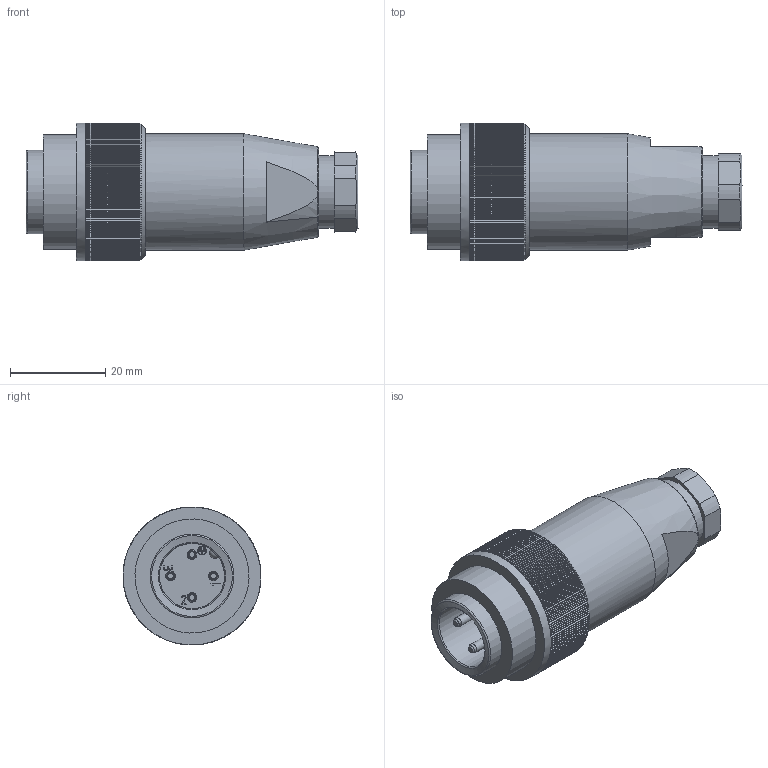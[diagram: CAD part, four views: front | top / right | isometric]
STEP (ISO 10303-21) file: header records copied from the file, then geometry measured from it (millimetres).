
FILE_DESCRIPTION(/* description */ (''),/* implementation_level */ '2;1');
FILE_NAME(/* name */ '99-0209-00-04_bg',/* time_stamp */ '2007-12-07T08:59:18+01:00',/* author */ (''),/* organization */ (''),/* preprocessor_version */ 'ST-DEVELOPER v9',/* originating_system */ 'UGS - NX 4.0',/* authorisation */ '');
FILE_SCHEMA (('CONFIG_CONTROL_DESIGN'));
Length unit declared in the file: millimetre
Products named in the file (1): kborE014o5ym
Bounding box: 69.8 x 29 x 29 mm (x, y, z)
Volume: 27766.9 mm3; surface area: 8247.4 mm2
Topology: 1 solids, 1 shells, 656 faces, 1916 edges, 1274 vertices
Faces by surface type: plane 595, extrusion 23, cylinder 20, cone 9, sphere 5, torus 4
Full cylindrical faces by diameter (mm): 1.8 x1, 2 x4, 9.5 x1, 13.7 x1, 15.2 x1, 17.6 x1, 24 x1, 24.5 x1, 29 x1
Entity records: 22112 total; most frequent: CARTESIAN_POINT 5397, ORIENTED_EDGE 3720, DIRECTION 3125, EDGE_CURVE 1860, VERTEX_POINT 1252, AXIS2_PLACEMENT_3D 1050, VECTOR 1025, LINE 1002
